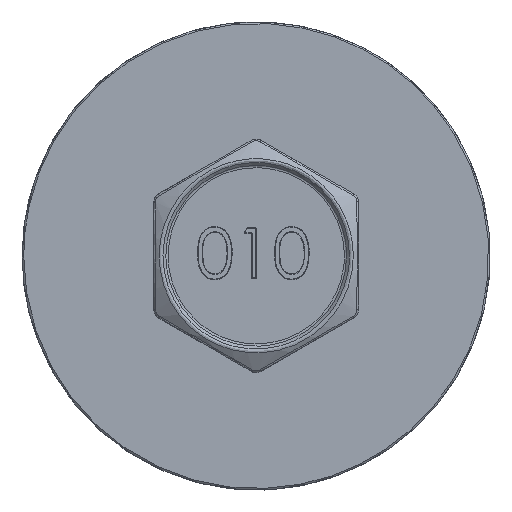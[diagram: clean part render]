
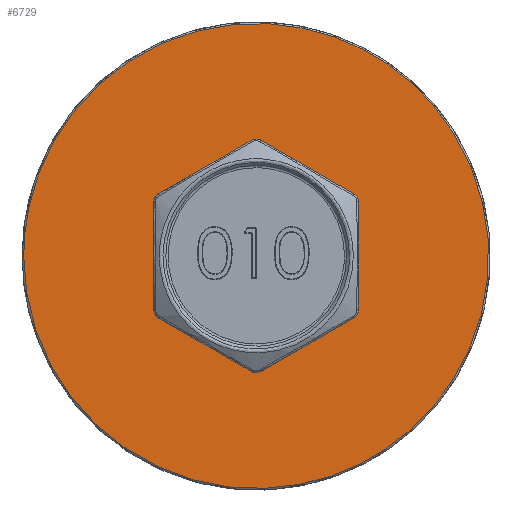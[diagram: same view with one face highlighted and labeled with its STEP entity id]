
A CAD part, top view. The second image highlights one B-rep face of the part: STEP entity #6729.
In plain terms, the highlighted free-form (B-spline) face has degree [1, 1] with [2, 2] control points.
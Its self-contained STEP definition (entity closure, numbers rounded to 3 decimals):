
#6376 = VERTEX_POINT('',#6377);
#6377 = CARTESIAN_POINT('',(9.148,5.756,29.646
    ));
#6385 = VERTEX_POINT('',#6386);
#6386 = CARTESIAN_POINT('',(9.558,5.044,
    29.646));
#6392 = EDGE_CURVE('',#6376,#6385,#6393,.T.);
#6393 = ( BOUNDED_CURVE() B_SPLINE_CURVE(2,(#6394,#6395,#6396),
.UNSPECIFIED.,.F.,.F.) B_SPLINE_CURVE_WITH_KNOTS((3,3),(5.236,
6.283),.PIECEWISE_BEZIER_KNOTS.) CURVE() 
GEOMETRIC_REPRESENTATION_ITEM() RATIONAL_B_SPLINE_CURVE((1.,
0.866,1.)) REPRESENTATION_ITEM('') );
#6394 = CARTESIAN_POINT('',(9.148,5.756,29.646
    ));
#6395 = CARTESIAN_POINT('',(9.558,5.518,
    29.646));
#6396 = CARTESIAN_POINT('',(9.558,5.044,
    29.646));
#6414 = VERTEX_POINT('',#6415);
#6415 = CARTESIAN_POINT('',(9.558,-5.044,
    29.646));
#6421 = EDGE_CURVE('',#6385,#6414,#6422,.T.);
#6422 = B_SPLINE_CURVE_WITH_KNOTS('',1,(#6423,#6424),.UNSPECIFIED.,.F.,
  .F.,(2,2),(-3.377,3.377),.PIECEWISE_BEZIER_KNOTS.);
#6423 = CARTESIAN_POINT('',(9.558,5.044,
    29.646));
#6424 = CARTESIAN_POINT('',(9.558,-5.044,
    29.646));
#6437 = EDGE_CURVE('',#6438,#6376,#6440,.T.);
#6438 = VERTEX_POINT('',#6439);
#6439 = CARTESIAN_POINT('',(0.411,10.8,
    29.646));
#6440 = B_SPLINE_CURVE_WITH_KNOTS('',1,(#6441,#6442),.UNSPECIFIED.,.F.,
  .F.,(2,2),(-3.377,3.377),.PIECEWISE_BEZIER_KNOTS.);
#6441 = CARTESIAN_POINT('',(0.411,10.8,
    29.646));
#6442 = CARTESIAN_POINT('',(9.148,5.756,29.646
    ));
#6464 = VERTEX_POINT('',#6465);
#6465 = CARTESIAN_POINT('',(9.148,-5.756,
    29.646));
#6471 = EDGE_CURVE('',#6414,#6464,#6472,.T.);
#6472 = ( BOUNDED_CURVE() B_SPLINE_CURVE(2,(#6473,#6474,#6475),
.UNSPECIFIED.,.F.,.F.) B_SPLINE_CURVE_WITH_KNOTS((3,3),(0.,
1.047),.PIECEWISE_BEZIER_KNOTS.) CURVE() 
GEOMETRIC_REPRESENTATION_ITEM() RATIONAL_B_SPLINE_CURVE((1.,
0.866,1.)) REPRESENTATION_ITEM('') );
#6473 = CARTESIAN_POINT('',(9.558,-5.044,
    29.646));
#6474 = CARTESIAN_POINT('',(9.558,-5.518,
    29.646));
#6475 = CARTESIAN_POINT('',(9.148,-5.756,
    29.646));
#6491 = EDGE_CURVE('',#6492,#6438,#6494,.T.);
#6492 = VERTEX_POINT('',#6493);
#6493 = CARTESIAN_POINT('',(-0.411,10.8,
    29.646));
#6494 = ( BOUNDED_CURVE() B_SPLINE_CURVE(2,(#6495,#6496,#6497),
.UNSPECIFIED.,.F.,.F.) B_SPLINE_CURVE_WITH_KNOTS((3,3),(4.189,
5.236),.PIECEWISE_BEZIER_KNOTS.) CURVE() 
GEOMETRIC_REPRESENTATION_ITEM() RATIONAL_B_SPLINE_CURVE((1.,
0.866,1.)) REPRESENTATION_ITEM('') );
#6495 = CARTESIAN_POINT('',(-0.411,10.8,
    29.646));
#6496 = CARTESIAN_POINT('',(0.,11.037,
    29.646));
#6497 = CARTESIAN_POINT('',(0.411,10.8,
    29.646));
#6522 = VERTEX_POINT('',#6523);
#6523 = CARTESIAN_POINT('',(0.411,-10.8,
    29.646));
#6529 = EDGE_CURVE('',#6464,#6522,#6530,.T.);
#6530 = B_SPLINE_CURVE_WITH_KNOTS('',1,(#6531,#6532),.UNSPECIFIED.,.F.,
  .F.,(2,2),(-3.377,3.377),.PIECEWISE_BEZIER_KNOTS.);
#6531 = CARTESIAN_POINT('',(9.148,-5.756,
    29.646));
#6532 = CARTESIAN_POINT('',(0.411,-10.8,
    29.646));
#6545 = EDGE_CURVE('',#6546,#6492,#6548,.T.);
#6546 = VERTEX_POINT('',#6547);
#6547 = CARTESIAN_POINT('',(-9.148,5.756,
    29.646));
#6548 = B_SPLINE_CURVE_WITH_KNOTS('',1,(#6549,#6550),.UNSPECIFIED.,.F.,
  .F.,(2,2),(-3.377,3.377),.PIECEWISE_BEZIER_KNOTS.);
#6549 = CARTESIAN_POINT('',(-9.148,5.756,
    29.646));
#6550 = CARTESIAN_POINT('',(-0.411,10.8,
    29.646));
#6572 = VERTEX_POINT('',#6573);
#6573 = CARTESIAN_POINT('',(-0.411,-10.8,
    29.646));
#6579 = EDGE_CURVE('',#6522,#6572,#6580,.T.);
#6580 = ( BOUNDED_CURVE() B_SPLINE_CURVE(2,(#6581,#6582,#6583),
.UNSPECIFIED.,.F.,.F.) B_SPLINE_CURVE_WITH_KNOTS((3,3),(1.047,
2.094),.PIECEWISE_BEZIER_KNOTS.) CURVE() 
GEOMETRIC_REPRESENTATION_ITEM() RATIONAL_B_SPLINE_CURVE((1.,
0.866,1.)) REPRESENTATION_ITEM('') );
#6581 = CARTESIAN_POINT('',(0.411,-10.8,
    29.646));
#6582 = CARTESIAN_POINT('',(0.,-11.037,
    29.646));
#6583 = CARTESIAN_POINT('',(-0.411,-10.8,
    29.646));
#6599 = EDGE_CURVE('',#6600,#6546,#6602,.T.);
#6600 = VERTEX_POINT('',#6601);
#6601 = CARTESIAN_POINT('',(-9.558,5.044,
    29.646));
#6602 = ( BOUNDED_CURVE() B_SPLINE_CURVE(2,(#6603,#6604,#6605),
.UNSPECIFIED.,.F.,.F.) B_SPLINE_CURVE_WITH_KNOTS((3,3),(3.142,
4.189),.PIECEWISE_BEZIER_KNOTS.) CURVE() 
GEOMETRIC_REPRESENTATION_ITEM() RATIONAL_B_SPLINE_CURVE((1.,
0.866,1.)) REPRESENTATION_ITEM('') );
#6603 = CARTESIAN_POINT('',(-9.558,5.044,
    29.646));
#6604 = CARTESIAN_POINT('',(-9.558,5.518,
    29.646));
#6605 = CARTESIAN_POINT('',(-9.148,5.756,
    29.646));
#6630 = VERTEX_POINT('',#6631);
#6631 = CARTESIAN_POINT('',(-9.148,-5.756,
    29.646));
#6637 = EDGE_CURVE('',#6572,#6630,#6638,.T.);
#6638 = B_SPLINE_CURVE_WITH_KNOTS('',1,(#6639,#6640),.UNSPECIFIED.,.F.,
  .F.,(2,2),(-3.377,3.377),.PIECEWISE_BEZIER_KNOTS.);
#6639 = CARTESIAN_POINT('',(-0.411,-10.8,
    29.646));
#6640 = CARTESIAN_POINT('',(-9.148,-5.756,
    29.646));
#6653 = EDGE_CURVE('',#6654,#6600,#6656,.T.);
#6654 = VERTEX_POINT('',#6655);
#6655 = CARTESIAN_POINT('',(-9.558,-5.044,
    29.646));
#6656 = B_SPLINE_CURVE_WITH_KNOTS('',1,(#6657,#6658),.UNSPECIFIED.,.F.,
  .F.,(2,2),(-3.377,3.377),.PIECEWISE_BEZIER_KNOTS.);
#6657 = CARTESIAN_POINT('',(-9.558,-5.044,
    29.646));
#6658 = CARTESIAN_POINT('',(-9.558,5.044,
    29.646));
#6680 = EDGE_CURVE('',#6630,#6654,#6681,.T.);
#6681 = ( BOUNDED_CURVE() B_SPLINE_CURVE(2,(#6682,#6683,#6684),
.UNSPECIFIED.,.F.,.F.) B_SPLINE_CURVE_WITH_KNOTS((3,3),(2.094,
3.142),.PIECEWISE_BEZIER_KNOTS.) CURVE() 
GEOMETRIC_REPRESENTATION_ITEM() RATIONAL_B_SPLINE_CURVE((1.,
0.866,1.)) REPRESENTATION_ITEM('') );
#6682 = CARTESIAN_POINT('',(-9.148,-5.756,
    29.646));
#6683 = CARTESIAN_POINT('',(-9.558,-5.518,
    29.646));
#6684 = CARTESIAN_POINT('',(-9.558,-5.044,
    29.646));
#6729 = ADVANCED_FACE('',(#6730,#6744),#6758,.F.);
#6730 = FACE_BOUND('',#6731,.T.);
#6731 = EDGE_LOOP('',(#6732));
#6732 = ORIENTED_EDGE('',*,*,#6733,.T.);
#6733 = EDGE_CURVE('',#6734,#6734,#6736,.T.);
#6734 = VERTEX_POINT('',#6735);
#6735 = CARTESIAN_POINT('',(-22.036,0.,
    29.646));
#6736 = ( BOUNDED_CURVE() B_SPLINE_CURVE(2,(#6737,#6738,#6739,#6740,
#6741,#6742,#6743),.UNSPECIFIED.,.T.,.F.) B_SPLINE_CURVE_WITH_KNOTS((1,2
    ,2,2,2,1),(-2.094,0.,2.094,4.189,
6.283,8.378),.UNSPECIFIED.) CURVE() 
GEOMETRIC_REPRESENTATION_ITEM() RATIONAL_B_SPLINE_CURVE((1.,0.5,1.,0.5,
1.,0.5,1.)) REPRESENTATION_ITEM('') );
#6737 = CARTESIAN_POINT('',(-22.036,0.,
    29.646));
#6738 = CARTESIAN_POINT('',(-22.036,-38.168,
    29.646));
#6739 = CARTESIAN_POINT('',(11.018,-19.084,
    29.646));
#6740 = CARTESIAN_POINT('',(44.073,0.,
    29.646));
#6741 = CARTESIAN_POINT('',(11.018,19.084,
    29.646));
#6742 = CARTESIAN_POINT('',(-22.036,38.168,
    29.646));
#6743 = CARTESIAN_POINT('',(-22.036,0.,
    29.646));
#6744 = FACE_BOUND('',#6745,.T.);
#6745 = EDGE_LOOP('',(#6746,#6747,#6748,#6749,#6750,#6751,#6752,#6753,
    #6754,#6755,#6756,#6757));
#6746 = ORIENTED_EDGE('',*,*,#6437,.T.);
#6747 = ORIENTED_EDGE('',*,*,#6392,.T.);
#6748 = ORIENTED_EDGE('',*,*,#6421,.T.);
#6749 = ORIENTED_EDGE('',*,*,#6471,.T.);
#6750 = ORIENTED_EDGE('',*,*,#6529,.T.);
#6751 = ORIENTED_EDGE('',*,*,#6579,.T.);
#6752 = ORIENTED_EDGE('',*,*,#6637,.T.);
#6753 = ORIENTED_EDGE('',*,*,#6680,.T.);
#6754 = ORIENTED_EDGE('',*,*,#6653,.T.);
#6755 = ORIENTED_EDGE('',*,*,#6599,.T.);
#6756 = ORIENTED_EDGE('',*,*,#6545,.T.);
#6757 = ORIENTED_EDGE('',*,*,#6491,.T.);
#6758 = B_SPLINE_SURFACE_WITH_KNOTS('',1,1,(
    (#6759,#6760)
    ,(#6761,#6762
    )),.UNSPECIFIED.,.F.,.F.,.F.,(2,2),(2,2),(-14.755,14.755),(-14.755,
    14.755),.PIECEWISE_BEZIER_KNOTS.);
#6759 = CARTESIAN_POINT('',(22.036,-22.036,
    29.646));
#6760 = CARTESIAN_POINT('',(22.036,22.036,
    29.646));
#6761 = CARTESIAN_POINT('',(-22.036,-22.036,
    29.646));
#6762 = CARTESIAN_POINT('',(-22.036,22.036,
    29.646));
